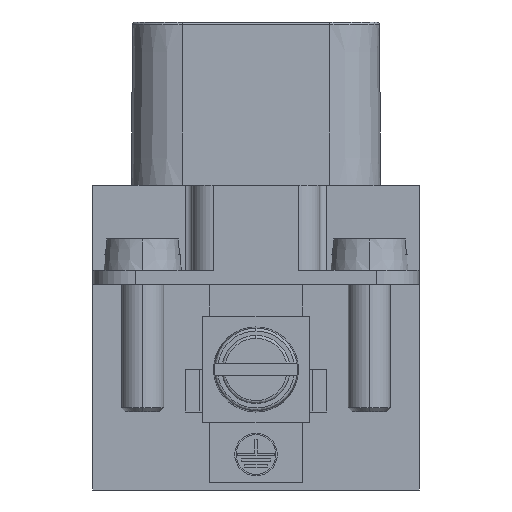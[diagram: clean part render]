
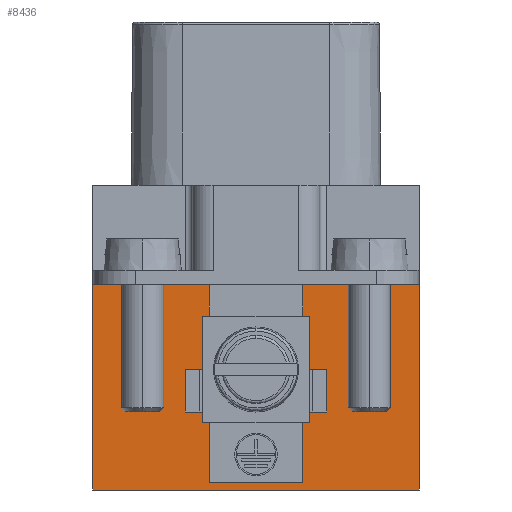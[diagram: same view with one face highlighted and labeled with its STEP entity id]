
A CAD part, left-side view. The second image highlights one B-rep face of the part: STEP entity #8436.
In plain terms, the highlighted planar face has unit normal (-1, 0, 0).
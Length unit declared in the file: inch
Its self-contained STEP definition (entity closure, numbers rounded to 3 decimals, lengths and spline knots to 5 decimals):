
#232 = CARTESIAN_POINT ( 'NONE',  ( -0.77953, 0.19685, -0.70866 ) ) ;
#259 = PLANE ( 'NONE',  #5403 ) ;
#304 = ORIENTED_EDGE ( 'NONE', *, *, #4197, .T. ) ;
#387 = LINE ( 'NONE', #8307, #4660 ) ;
#685 = CARTESIAN_POINT ( 'NONE',  ( -0.77953, -0.45276, -0.47244 ) ) ;
#940 = CARTESIAN_POINT ( 'NONE',  ( -0.77953, 0.12992, -0.82677 ) ) ;
#977 = VERTEX_POINT ( 'NONE', #6243 ) ;
#985 = VERTEX_POINT ( 'NONE', #232 ) ;
#1122 = LINE ( 'NONE', #7044, #2716 ) ;
#1375 = EDGE_CURVE ( 'NONE', #13923, #977, #11385, .T. ) ;
#1470 = EDGE_CURVE ( 'NONE', #11737, #10698, #10251, .T. ) ;
#1720 = LINE ( 'NONE', #3092, #7702 ) ;
#2153 = VECTOR ( 'NONE', #14920, 39.37008 ) ;
#2205 = LINE ( 'NONE', #15024, #4405 ) ;
#2338 = ORIENTED_EDGE ( 'NONE', *, *, #4521, .T. ) ;
#2435 = ORIENTED_EDGE ( 'NONE', *, *, #14799, .T. ) ;
#2704 = EDGE_CURVE ( 'NONE', #10458, #10006, #2205, .T. ) ;
#2716 = VECTOR ( 'NONE', #10342, 39.37008 ) ;
#3092 = CARTESIAN_POINT ( 'NONE',  ( -0.77953, 0.45276, -0.47244 ) ) ;
#3385 = ORIENTED_EDGE ( 'NONE', *, *, #14721, .F. ) ;
#3580 = DIRECTION ( 'NONE',  ( 0., -1., 0. ) ) ;
#3761 = DIRECTION ( 'NONE',  ( -1., 0., 0. ) ) ;
#3791 = LINE ( 'NONE', #8722, #8819 ) ;
#4038 = ORIENTED_EDGE ( 'NONE', *, *, #11172, .T. ) ;
#4178 = VECTOR ( 'NONE', #7232, 39.37008 ) ;
#4197 = EDGE_CURVE ( 'NONE', #13158, #14738, #5559, .T. ) ;
#4405 = VECTOR ( 'NONE', #8212, 39.37008 ) ;
#4406 = CARTESIAN_POINT ( 'NONE',  ( -0.77953, 0.45276, -0.47244 ) ) ;
#4409 = CARTESIAN_POINT ( 'NONE',  ( -0.77953, 0.12992, -0.70866 ) ) ;
#4414 = LINE ( 'NONE', #9135, #10293 ) ;
#4459 = LINE ( 'NONE', #9228, #14667 ) ;
#4521 = EDGE_CURVE ( 'NONE', #7432, #11737, #1720, .T. ) ;
#4660 = VECTOR ( 'NONE', #12967, 39.37008 ) ;
#5066 = CARTESIAN_POINT ( 'NONE',  ( -0.77953, 0.19685, -0.82677 ) ) ;
#5118 = CARTESIAN_POINT ( 'NONE',  ( -0.77953, -0.45276, -1.04331 ) ) ;
#5125 = ORIENTED_EDGE ( 'NONE', *, *, #6894, .F. ) ;
#5135 = EDGE_CURVE ( 'NONE', #7432, #10006, #4459, .T. ) ;
#5316 = LINE ( 'NONE', #11161, #5698 ) ;
#5376 = ORIENTED_EDGE ( 'NONE', *, *, #9069, .T. ) ;
#5380 = VERTEX_POINT ( 'NONE', #13490 ) ;
#5382 = CARTESIAN_POINT ( 'NONE',  ( -0.77953, 0.12992, -1.02362 ) ) ;
#5403 = AXIS2_PLACEMENT_3D ( 'NONE', #14215, #3761, #7251 ) ;
#5542 = CARTESIAN_POINT ( 'NONE',  ( -0.77953, -0.12992, -0.98425 ) ) ;
#5559 = LINE ( 'NONE', #4406, #8916 ) ;
#5643 = DIRECTION ( 'NONE',  ( 0., 0., -1. ) ) ;
#5698 = VECTOR ( 'NONE', #8805, 39.37008 ) ;
#6133 = CARTESIAN_POINT ( 'NONE',  ( -0.77953, 0.45276, -1.02362 ) ) ;
#6194 = FACE_OUTER_BOUND ( 'NONE', #12264, .T. ) ;
#6231 = DIRECTION ( 'NONE',  ( 0., -1., 0. ) ) ;
#6243 = CARTESIAN_POINT ( 'NONE',  ( -0.77953, -0.12992, -1.02362 ) ) ;
#6250 = LINE ( 'NONE', #7302, #13417 ) ;
#6808 = CARTESIAN_POINT ( 'NONE',  ( -0.77953, -0.12992, -0.98425 ) ) ;
#6838 = CARTESIAN_POINT ( 'NONE',  ( -0.77953, -0.12992, -0.47244 ) ) ;
#6894 = EDGE_CURVE ( 'NONE', #13923, #10734, #10688, .T. ) ;
#7044 = CARTESIAN_POINT ( 'NONE',  ( -0.77953, 0.12992, -0.98425 ) ) ;
#7232 = DIRECTION ( 'NONE',  ( 0., -1., 0. ) ) ;
#7251 = DIRECTION ( 'NONE',  ( 0., 0., 1. ) ) ;
#7302 = CARTESIAN_POINT ( 'NONE',  ( -0.77953, 0.19685, -0.82677 ) ) ;
#7432 = VERTEX_POINT ( 'NONE', #685 ) ;
#7536 = ORIENTED_EDGE ( 'NONE', *, *, #14809, .T. ) ;
#7702 = VECTOR ( 'NONE', #11157, 39.37008 ) ;
#7751 = DIRECTION ( 'NONE',  ( 0., 1., 0. ) ) ;
#8164 = DIRECTION ( 'NONE',  ( 0., 0., -1. ) ) ;
#8205 = DIRECTION ( 'NONE',  ( 0., 0., 1. ) ) ;
#8212 = DIRECTION ( 'NONE',  ( 0., -1., 0. ) ) ;
#8307 = CARTESIAN_POINT ( 'NONE',  ( -0.77953, 0.12992, -0.98425 ) ) ;
#8351 = ORIENTED_EDGE ( 'NONE', *, *, #5135, .F. ) ;
#8383 = LINE ( 'NONE', #13035, #4178 ) ;
#8436 = ADVANCED_FACE ( 'NONE', ( #6194 ), #259, .T. ) ;
#8510 = CARTESIAN_POINT ( 'NONE',  ( -0.77953, 0.45276, -0.47244 ) ) ;
#8522 = ORIENTED_EDGE ( 'NONE', *, *, #11724, .T. ) ;
#8578 = CARTESIAN_POINT ( 'NONE',  ( -0.77953, -0.12992, -0.70866 ) ) ;
#8722 = CARTESIAN_POINT ( 'NONE',  ( -0.77953, 0.19685, -0.70866 ) ) ;
#8805 = DIRECTION ( 'NONE',  ( 0., 0., -1. ) ) ;
#8819 = VECTOR ( 'NONE', #6231, 39.37008 ) ;
#8898 = ORIENTED_EDGE ( 'NONE', *, *, #13985, .T. ) ;
#8916 = VECTOR ( 'NONE', #7751, 39.37008 ) ;
#9069 = EDGE_CURVE ( 'NONE', #10582, #13158, #1122, .T. ) ;
#9135 = CARTESIAN_POINT ( 'NONE',  ( -0.77953, 0.45276, -0.98425 ) ) ;
#9228 = CARTESIAN_POINT ( 'NONE',  ( -0.77953, -0.45276, -0.98425 ) ) ;
#9271 = CARTESIAN_POINT ( 'NONE',  ( -0.77953, -0.12992, -0.82677 ) ) ;
#9372 = CARTESIAN_POINT ( 'NONE',  ( -0.77953, 0.19685, -0.82677 ) ) ;
#9385 = ORIENTED_EDGE ( 'NONE', *, *, #1375, .T. ) ;
#9707 = VERTEX_POINT ( 'NONE', #940 ) ;
#9784 = VECTOR ( 'NONE', #8205, 39.37008 ) ;
#10006 = VERTEX_POINT ( 'NONE', #5118 ) ;
#10067 = VECTOR ( 'NONE', #12995, 39.37008 ) ;
#10251 = LINE ( 'NONE', #5542, #11411 ) ;
#10293 = VECTOR ( 'NONE', #5643, 39.37008 ) ;
#10342 = DIRECTION ( 'NONE',  ( 0., 0., 1. ) ) ;
#10458 = VERTEX_POINT ( 'NONE', #12494 ) ;
#10582 = VERTEX_POINT ( 'NONE', #4409 ) ;
#10688 = LINE ( 'NONE', #5066, #11901 ) ;
#10698 = VERTEX_POINT ( 'NONE', #8578 ) ;
#10734 = VERTEX_POINT ( 'NONE', #13013 ) ;
#11157 = DIRECTION ( 'NONE',  ( 0., 1., 0. ) ) ;
#11161 = CARTESIAN_POINT ( 'NONE',  ( -0.77953, -0.19685, -0.98425 ) ) ;
#11172 = EDGE_CURVE ( 'NONE', #977, #13466, #13137, .T. ) ;
#11385 = LINE ( 'NONE', #6808, #2153 ) ;
#11411 = VECTOR ( 'NONE', #14838, 39.37008 ) ;
#11724 = EDGE_CURVE ( 'NONE', #14738, #10458, #4414, .T. ) ;
#11737 = VERTEX_POINT ( 'NONE', #6838 ) ;
#11771 = ORIENTED_EDGE ( 'NONE', *, *, #11965, .T. ) ;
#11861 = LINE ( 'NONE', #14018, #9784 ) ;
#11901 = VECTOR ( 'NONE', #13223, 39.37008 ) ;
#11955 = CARTESIAN_POINT ( 'NONE',  ( -0.77953, 0.12992, -0.47244 ) ) ;
#11965 = EDGE_CURVE ( 'NONE', #10698, #5380, #3791, .T. ) ;
#12152 = EDGE_CURVE ( 'NONE', #5380, #10734, #5316, .T. ) ;
#12264 = EDGE_LOOP ( 'NONE', ( #13196, #8351, #2338, #13329, #11771, #13292, #5125, #9385, #4038, #2435, #3385, #8898, #7536, #5376, #304, #8522 ) ) ;
#12494 = CARTESIAN_POINT ( 'NONE',  ( -0.77953, 0.45276, -1.04331 ) ) ;
#12967 = DIRECTION ( 'NONE',  ( 0., 0., 1. ) ) ;
#12995 = DIRECTION ( 'NONE',  ( 0., 1., 0. ) ) ;
#13013 = CARTESIAN_POINT ( 'NONE',  ( -0.77953, -0.19685, -0.82677 ) ) ;
#13035 = CARTESIAN_POINT ( 'NONE',  ( -0.77953, 0.19685, -0.70866 ) ) ;
#13137 = LINE ( 'NONE', #6133, #10067 ) ;
#13158 = VERTEX_POINT ( 'NONE', #11955 ) ;
#13196 = ORIENTED_EDGE ( 'NONE', *, *, #2704, .T. ) ;
#13223 = DIRECTION ( 'NONE',  ( 0., -1., 0. ) ) ;
#13292 = ORIENTED_EDGE ( 'NONE', *, *, #12152, .T. ) ;
#13329 = ORIENTED_EDGE ( 'NONE', *, *, #1470, .T. ) ;
#13417 = VECTOR ( 'NONE', #3580, 39.37008 ) ;
#13466 = VERTEX_POINT ( 'NONE', #5382 ) ;
#13490 = CARTESIAN_POINT ( 'NONE',  ( -0.77953, -0.19685, -0.70866 ) ) ;
#13923 = VERTEX_POINT ( 'NONE', #9271 ) ;
#13985 = EDGE_CURVE ( 'NONE', #14584, #985, #11861, .T. ) ;
#14018 = CARTESIAN_POINT ( 'NONE',  ( -0.77953, 0.19685, -0.98425 ) ) ;
#14215 = CARTESIAN_POINT ( 'NONE',  ( -0.77953, 0.45276, -0.98425 ) ) ;
#14584 = VERTEX_POINT ( 'NONE', #9372 ) ;
#14667 = VECTOR ( 'NONE', #8164, 39.37008 ) ;
#14721 = EDGE_CURVE ( 'NONE', #14584, #9707, #6250, .T. ) ;
#14738 = VERTEX_POINT ( 'NONE', #8510 ) ;
#14799 = EDGE_CURVE ( 'NONE', #13466, #9707, #387, .T. ) ;
#14809 = EDGE_CURVE ( 'NONE', #985, #10582, #8383, .T. ) ;
#14838 = DIRECTION ( 'NONE',  ( 0., 0., -1. ) ) ;
#14920 = DIRECTION ( 'NONE',  ( 0., 0., -1. ) ) ;
#15024 = CARTESIAN_POINT ( 'NONE',  ( -0.77953, 0., -1.04331 ) ) ;
